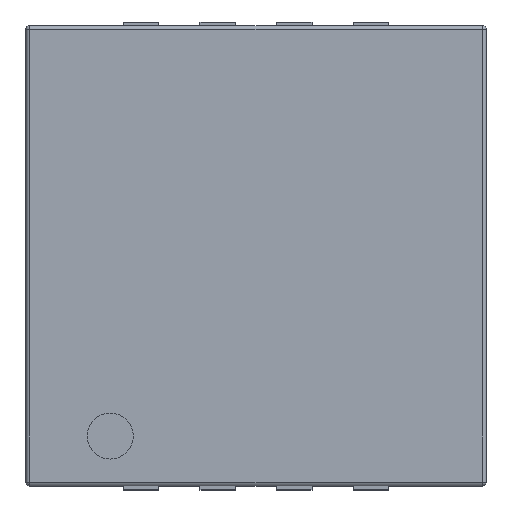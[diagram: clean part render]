
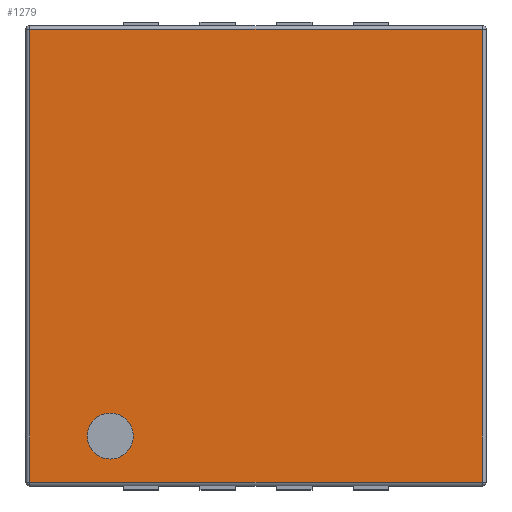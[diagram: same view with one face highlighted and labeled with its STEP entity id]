
A CAD part, top view. The second image highlights one B-rep face of the part: STEP entity #1279.
In plain terms, the highlighted planar face has unit normal (0, 0, 1).
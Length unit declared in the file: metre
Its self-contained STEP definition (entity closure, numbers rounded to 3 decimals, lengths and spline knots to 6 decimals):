
#93=CIRCLE('',#1530,0.00015);
#397=ORIENTED_EDGE('',*,*,#608,.T.);
#398=ORIENTED_EDGE('',*,*,#609,.T.);
#399=ORIENTED_EDGE('',*,*,#610,.T.);
#400=ORIENTED_EDGE('',*,*,#611,.T.);
#401=ORIENTED_EDGE('',*,*,#612,.T.);
#608=EDGE_CURVE('',#736,#736,#93,.F.);
#609=EDGE_CURVE('',#737,#738,#861,.F.);
#610=EDGE_CURVE('',#738,#739,#862,.F.);
#611=EDGE_CURVE('',#739,#740,#863,.T.);
#612=EDGE_CURVE('',#740,#737,#864,.T.);
#736=VERTEX_POINT('',#2308);
#737=VERTEX_POINT('',#2310);
#738=VERTEX_POINT('',#2311);
#739=VERTEX_POINT('',#2313);
#740=VERTEX_POINT('',#2315);
#861=LINE('',#2309,#984);
#862=LINE('',#2312,#985);
#863=LINE('',#2314,#986);
#864=LINE('',#2316,#987);
#984=VECTOR('',#1904,1.);
#985=VECTOR('',#1905,1.);
#986=VECTOR('',#1906,1.);
#987=VECTOR('',#1907,1.);
#1055=EDGE_LOOP('',(#397));
#1056=EDGE_LOOP('',(#398,#399,#400,#401));
#1140=FACE_BOUND('',#1055,.T.);
#1141=FACE_BOUND('',#1056,.T.);
#1209=PLANE('',#1529);
#1279=ADVANCED_FACE('',(#1140,#1141),#1209,.T.);
#1529=AXIS2_PLACEMENT_3D('',#2306,#1900,#1901);
#1530=AXIS2_PLACEMENT_3D('',#2307,#1902,#1903);
#1900=DIRECTION('',(0.,0.,1.));
#1901=DIRECTION('',(1.,0.,0.));
#1902=DIRECTION('',(0.,0.,1.));
#1903=DIRECTION('',(1.,0.,0.));
#1904=DIRECTION('',(0.,-1.,0.));
#1905=DIRECTION('',(1.,0.,0.));
#1906=DIRECTION('',(0.,-1.,0.));
#1907=DIRECTION('',(1.,0.,0.));
#2306=CARTESIAN_POINT('',(0.,0.,0.001));
#2307=CARTESIAN_POINT('',(-0.00095,-0.001175,0.001));
#2308=CARTESIAN_POINT('',(-0.0008,-0.001175,0.001));
#2309=CARTESIAN_POINT('',(0.001475,0.,0.001));
#2310=CARTESIAN_POINT('',(0.001475,-0.001475,0.001));
#2311=CARTESIAN_POINT('',(0.001475,0.001475,0.001));
#2312=CARTESIAN_POINT('',(0.,0.001475,0.001));
#2313=CARTESIAN_POINT('',(-0.001475,0.001475,0.001));
#2314=CARTESIAN_POINT('',(-0.001475,-0.0015,0.001));
#2315=CARTESIAN_POINT('',(-0.001475,-0.001475,0.001));
#2316=CARTESIAN_POINT('',(0.0015,-0.001475,0.001));
